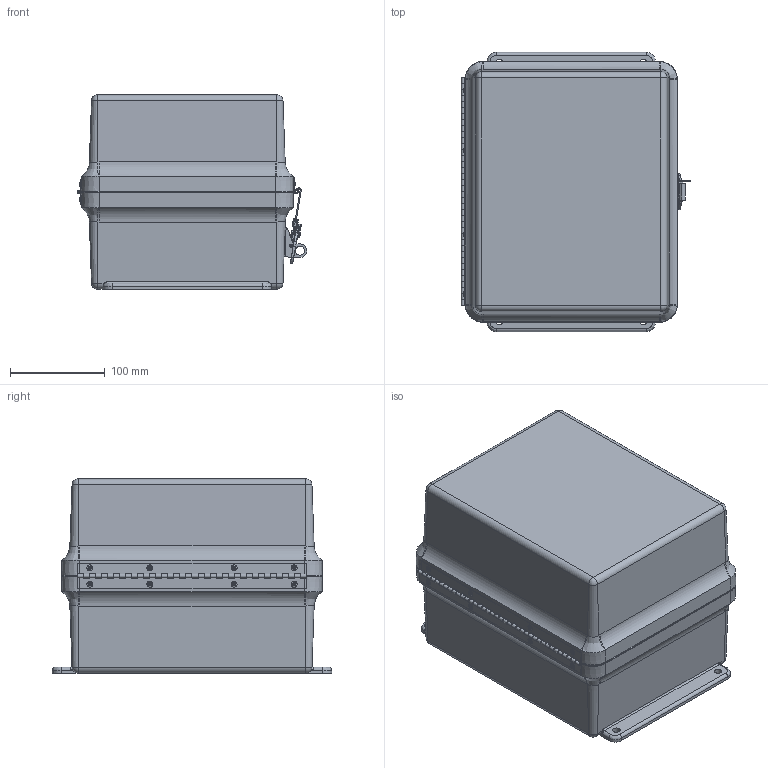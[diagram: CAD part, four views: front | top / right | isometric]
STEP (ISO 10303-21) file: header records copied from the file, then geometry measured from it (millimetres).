
FILE_DESCRIPTION (( 'STEP AP214' ), '1' );
FILE_NAME ('M10088SSH.STEP', '2018-11-07T14:56:58', ( '' ), ( '' ), 'SwSTEP 2.0', 'SolidWorks 2018', '' );
FILE_SCHEMA (( 'AUTOMOTIVE_DESIGN' ));
Length unit declared in the file: inch
Products named in the file (1): M10088SSH
Bounding box: 242.61 x 295.27 x 205.43 mm (x, y, z)
Volume: 1303491 mm3; surface area: 648940.4 mm2
Topology: 37 solids, 37 shells, 1187 faces, 2833 edges, 1768 vertices
Faces by surface type: cylinder 456, plane 429, bspline 225, cone 58, torus 19
Full cylindrical faces by diameter (mm): 2.159 x39, 2.4 x1, 2.7 x2, 3 x1, 3.175 x12, 3.25 x1, 3.302 x2, 3.454 x8, 3.5 x1, 3.556 x12, 3.861 x16, 3.962 x8, 4.2 x2, 4.7 x1, 4.9 x1, 5 x2, 5.3 x1, 5.537 x8, 6.35 x12, 6.858 x8, 9.55 x1, 13.3 x1, 13.5 x1
Entity records: 64715 total; most frequent: CARTESIAN_POINT 23437, ORIENTED_EDGE 5274, DIRECTION 4675, EDGE_CURVE 2637, VERTEX_POINT 1741, AXIS2_PLACEMENT_3D 1728, EDGE_LOOP 1560, FACE_OUTER_BOUND 1334
